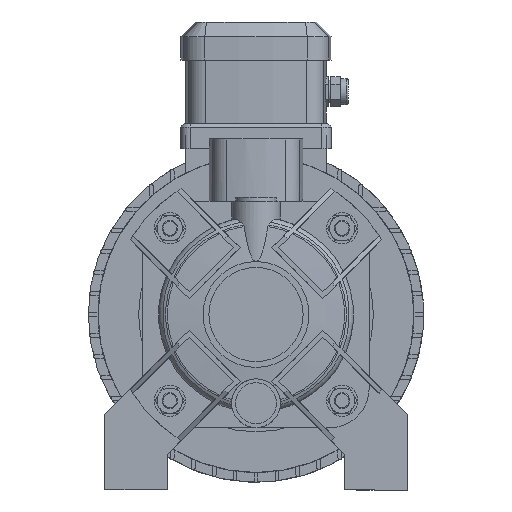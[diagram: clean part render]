
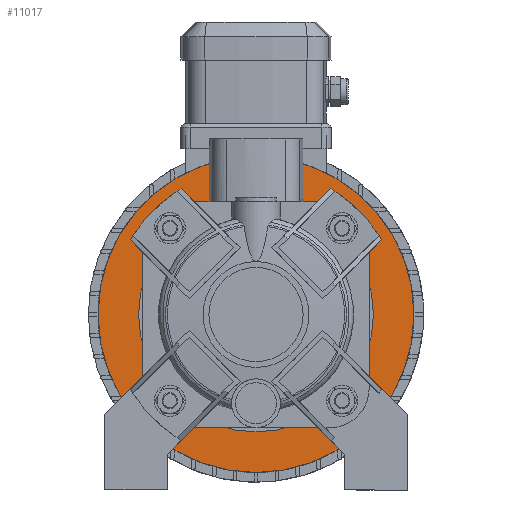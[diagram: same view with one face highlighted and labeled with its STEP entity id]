
A CAD part, left-side view. The second image highlights one B-rep face of the part: STEP entity #11017.
In plain terms, the highlighted planar face has unit normal (-1, 0, 0).
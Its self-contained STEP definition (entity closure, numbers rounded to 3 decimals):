
#2381=PLANE('',#12150);
#2548=FACE_BOUND('',#3808,.T.);
#3073=FACE_OUTER_BOUND('',#3807,.T.);
#3807=EDGE_LOOP('',(#9663));
#3808=EDGE_LOOP('',(#9664));
#4416=CIRCLE('',#11952,81.);
#4455=CIRCLE('',#12149,60.2);
#5312=VERTEX_POINT('',#18776);
#5388=VERTEX_POINT('',#19201);
#6672=EDGE_CURVE('',#5312,#5312,#4416,.T.);
#6863=EDGE_CURVE('',#5388,#5388,#4455,.T.);
#9663=ORIENTED_EDGE('',*,*,#6672,.F.);
#9664=ORIENTED_EDGE('',*,*,#6863,.T.);
#11017=ADVANCED_FACE('',(#3073,#2548),#2381,.T.);
#11952=AXIS2_PLACEMENT_3D('',#18777,#14296,#14297);
#12149=AXIS2_PLACEMENT_3D('',#19202,#14842,#14843);
#12150=AXIS2_PLACEMENT_3D('',#19203,#14844,#14845);
#14296=DIRECTION('center_axis',(1.,0.,0.));
#14297=DIRECTION('ref_axis',(0.,1.,0.));
#14842=DIRECTION('center_axis',(1.,0.,0.));
#14843=DIRECTION('ref_axis',(0.,1.,0.));
#14844=DIRECTION('center_axis',(-1.,0.,0.));
#14845=DIRECTION('ref_axis',(0.,0.,1.));
#18776=CARTESIAN_POINT('',(48.5,81.,90.));
#18777=CARTESIAN_POINT('Origin',(48.5,0.,90.));
#19201=CARTESIAN_POINT('',(48.5,60.2,90.));
#19202=CARTESIAN_POINT('Origin',(48.5,0.,90.));
#19203=CARTESIAN_POINT('Origin',(48.5,70.6,90.));
